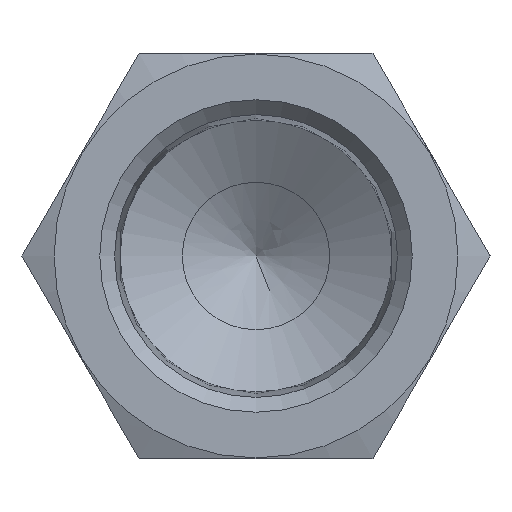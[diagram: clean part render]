
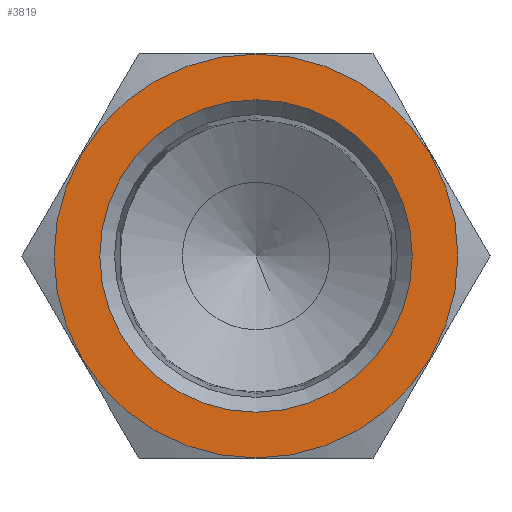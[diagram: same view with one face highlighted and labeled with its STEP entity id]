
A CAD part, left-side view. The second image highlights one B-rep face of the part: STEP entity #3819.
In plain terms, the highlighted planar face has unit normal (-1, 0, 0).
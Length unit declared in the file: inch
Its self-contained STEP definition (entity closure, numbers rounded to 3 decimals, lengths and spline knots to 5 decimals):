
#3457=CARTESIAN_POINT('',(0.0,0.,0.53));
#3458=VERTEX_POINT('',#3457);
#3459=CARTESIAN_POINT('',(0.0,0.,0.0));
#3460=DIRECTION('',(1.0,0.0,0.0));
#3461=DIRECTION('',(0.0,0.0,-1.0));
#3462=AXIS2_PLACEMENT_3D('',#3459,#3460,#3461);
#3463=CIRCLE('',#3462,0.53);
#3464=EDGE_CURVE('',#3458,#3458,#3463,.T.);
#3695=CARTESIAN_POINT('',(0.0,0.685,0.0));
#3696=VERTEX_POINT('',#3695);
#3697=CARTESIAN_POINT('',(0.0,0.0,0.0));
#3698=DIRECTION('',(-1.0,0.0,0.0));
#3699=DIRECTION('',(0.0,1.0,0.0));
#3700=AXIS2_PLACEMENT_3D('',#3697,#3698,#3699);
#3701=CIRCLE('',#3700,0.685);
#3702=EDGE_CURVE('',#3696,#3696,#3701,.T.);
#3808=CARTESIAN_POINT('',(0.0,0.,0.));
#3809=DIRECTION('',(1.0,0.0,0.0));
#3810=DIRECTION('',(0.0,0.0,-1.0));
#3811=AXIS2_PLACEMENT_3D('',#3808,#3809,#3810);
#3812=PLANE('',#3811);
#3813=ORIENTED_EDGE('',*,*,#3702,.T.);
#3814=EDGE_LOOP('',(#3813));
#3815=FACE_OUTER_BOUND('',#3814,.T.);
#3816=ORIENTED_EDGE('',*,*,#3464,.T.);
#3817=EDGE_LOOP('',(#3816));
#3818=FACE_BOUND('',#3817,.T.);
#3819=ADVANCED_FACE('',(#3815,#3818),#3812,.F.);
